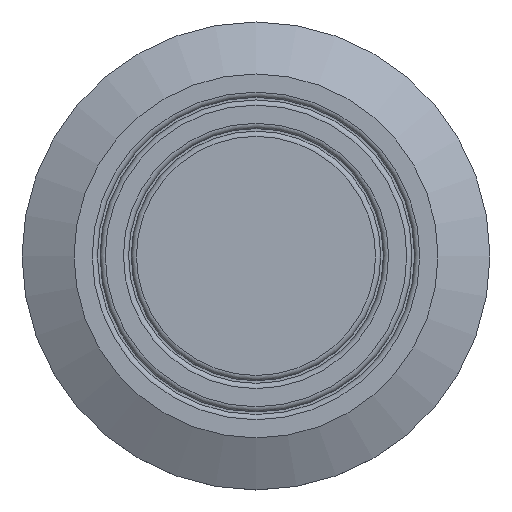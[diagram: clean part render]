
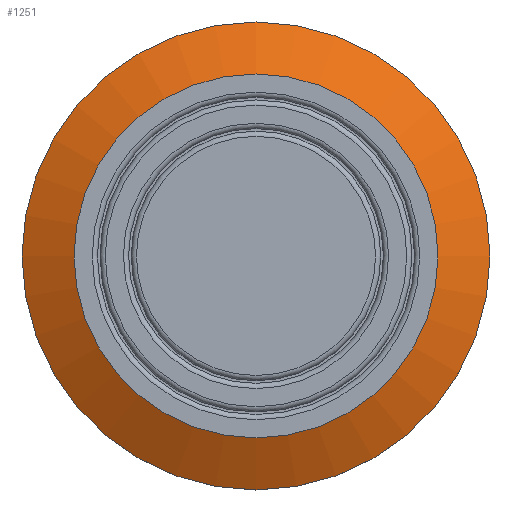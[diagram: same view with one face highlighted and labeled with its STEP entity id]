
A CAD part, top view. The second image highlights one B-rep face of the part: STEP entity #1251.
In plain terms, the highlighted conical face has half-angle 63.435 degrees and reference radius 8 mm.
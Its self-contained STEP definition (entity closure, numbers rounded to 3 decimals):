
#32=CONICAL_SURFACE('',#1385,8.,1.107);
#92=CIRCLE('',#1354,7.);
#93=CIRCLE('',#1355,7.);
#113=CIRCLE('',#1386,9.);
#114=CIRCLE('',#1387,9.);
#115=CIRCLE('',#1388,9.);
#173=FACE_OUTER_BOUND('',#255,.T.);
#255=EDGE_LOOP('',(#960,#961,#962,#963,#964,#965,#966));
#374=LINE('',#2811,#454);
#454=VECTOR('',#1618,8.);
#560=VERTEX_POINT('',#2702);
#561=VERTEX_POINT('',#2703);
#577=VERTEX_POINT('',#2810);
#578=VERTEX_POINT('',#2812);
#579=VERTEX_POINT('',#2814);
#703=EDGE_CURVE('',#560,#561,#92,.T.);
#704=EDGE_CURVE('',#561,#560,#93,.T.);
#729=EDGE_CURVE('',#561,#577,#374,.T.);
#730=EDGE_CURVE('',#578,#577,#113,.T.);
#731=EDGE_CURVE('',#579,#578,#114,.T.);
#732=EDGE_CURVE('',#577,#579,#115,.T.);
#960=ORIENTED_EDGE('',*,*,#703,.F.);
#961=ORIENTED_EDGE('',*,*,#704,.F.);
#962=ORIENTED_EDGE('',*,*,#729,.T.);
#963=ORIENTED_EDGE('',*,*,#730,.F.);
#964=ORIENTED_EDGE('',*,*,#731,.F.);
#965=ORIENTED_EDGE('',*,*,#732,.F.);
#966=ORIENTED_EDGE('',*,*,#729,.F.);
#1251=ADVANCED_FACE('',(#173),#32,.T.);
#1354=AXIS2_PLACEMENT_3D('',#2704,#1551,#1552);
#1355=AXIS2_PLACEMENT_3D('',#2705,#1553,#1554);
#1385=AXIS2_PLACEMENT_3D('',#2809,#1616,#1617);
#1386=AXIS2_PLACEMENT_3D('',#2813,#1619,#1620);
#1387=AXIS2_PLACEMENT_3D('',#2815,#1621,#1622);
#1388=AXIS2_PLACEMENT_3D('',#2816,#1623,#1624);
#1551=DIRECTION('center_axis',(0.,0.,1.));
#1552=DIRECTION('ref_axis',(0.,1.,0.));
#1553=DIRECTION('center_axis',(0.,0.,1.));
#1554=DIRECTION('ref_axis',(0.,1.,0.));
#1616=DIRECTION('center_axis',(0.,0.,-1.));
#1617=DIRECTION('ref_axis',(0.,1.,0.));
#1618=DIRECTION('',(0.,-0.894,-0.447));
#1619=DIRECTION('center_axis',(0.,0.,-1.));
#1620=DIRECTION('ref_axis',(1.,0.,0.));
#1621=DIRECTION('center_axis',(0.,0.,-1.));
#1622=DIRECTION('ref_axis',(1.,0.,0.));
#1623=DIRECTION('center_axis',(0.,0.,-1.));
#1624=DIRECTION('ref_axis',(1.,0.,0.));
#2702=CARTESIAN_POINT('',(0.,7.,1.5));
#2703=CARTESIAN_POINT('',(0.,-7.,1.5));
#2704=CARTESIAN_POINT('Origin',(0.,0.,1.5));
#2705=CARTESIAN_POINT('Origin',(0.,0.,1.5));
#2809=CARTESIAN_POINT('Origin',(0.,0.,1.));
#2810=CARTESIAN_POINT('',(0.,-9.,0.5));
#2811=CARTESIAN_POINT('',(0.,-8.,1.));
#2812=CARTESIAN_POINT('',(0.,9.,0.5));
#2813=CARTESIAN_POINT('Origin',(0.,0.,0.5));
#2814=CARTESIAN_POINT('',(-9.,0.,0.5));
#2815=CARTESIAN_POINT('Origin',(0.,0.,0.5));
#2816=CARTESIAN_POINT('Origin',(0.,0.,0.5));
